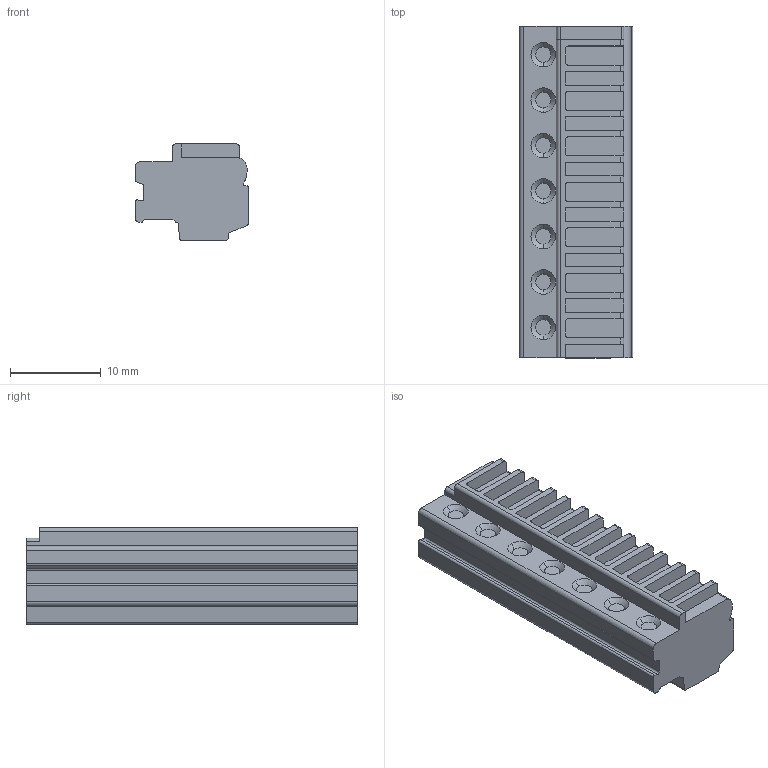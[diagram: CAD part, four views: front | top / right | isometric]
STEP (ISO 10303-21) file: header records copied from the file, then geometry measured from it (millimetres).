
FILE_DESCRIPTION((''),'2;1');
FILE_NAME('ASFD','2024-10-16T10:57:04',('tluser'),(''),'CREO PARAMETRIC BY PTC INC, 2018100','CREO PARAMETRIC BY PTC INC, 2018100','');
FILE_SCHEMA(('CONFIG_CONTROL_DESIGN'));
Length unit declared in the file: millimetre
Products named in the file (1): ASFD
Bounding box: 12.5 x 36.5 x 10.6 mm (x, y, z)
Volume: 3536.9 mm3; surface area: 2242.1 mm2
Topology: 1 solids, 1 shells, 297 faces, 801 edges, 534 vertices
Faces by surface type: plane 172, cylinder 97, cone 28
Entity records: 9529 total; most frequent: CARTESIAN_POINT 1856, ORIENTED_EDGE 1602, DIRECTION 1589, EDGE_CURVE 801, VERTEX_POINT 534, AXIS2_PLACEMENT_3D 533, VECTOR 523, LINE 523
